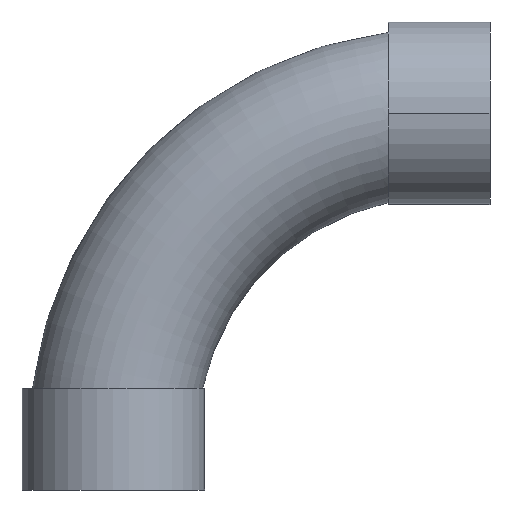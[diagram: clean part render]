
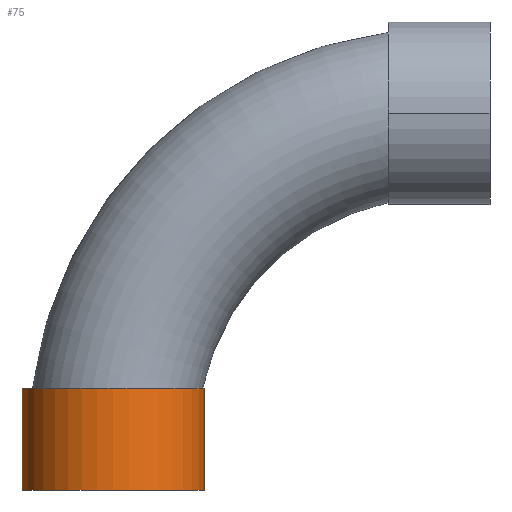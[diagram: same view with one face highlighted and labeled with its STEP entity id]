
A CAD part, front view. The second image highlights one B-rep face of the part: STEP entity #75.
In plain terms, the highlighted cylindrical face has radius 47 mm (diameter 94 mm), a partial arc.
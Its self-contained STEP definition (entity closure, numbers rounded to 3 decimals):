
#75=ADVANCED_FACE('',(#150),#151,.T.);
#150=FACE_OUTER_BOUND('',#218,.T.);
#151=CYLINDRICAL_SURFACE('',#219,47.0);
#218=EDGE_LOOP('',(#357,#358,#359,#360));
#219=AXIS2_PLACEMENT_3D('',#361,#362,#363);
#357=ORIENTED_EDGE('',*,*,#384,.T.);
#358=ORIENTED_EDGE('',*,*,#426,.F.);
#359=ORIENTED_EDGE('',*,*,#386,.T.);
#360=ORIENTED_EDGE('',*,*,#424,.F.);
#361=CARTESIAN_POINT('',(0.0,0.0,39.284));
#362=DIRECTION('',(0.0,0.0,1.0));
#363=DIRECTION('',(1.0,0.0,0.0));
#384=EDGE_CURVE('',#448,#449,#450,.T.);
#386=EDGE_CURVE('',#453,#451,#454,.T.);
#424=EDGE_CURVE('',#448,#451,#505,.T.);
#426=EDGE_CURVE('',#453,#449,#507,.T.);
#448=VERTEX_POINT('',#789);
#449=VERTEX_POINT('',#790);
#450=LINE('',#791,#792);
#451=VERTEX_POINT('',#793);
#453=VERTEX_POINT('',#795);
#454=LINE('',#796,#797);
#505=CIRCLE('',#1114,47.0);
#507=CIRCLE('',#1116,47.0);
#789=CARTESIAN_POINT('',(47.0,0.0,0.0));
#790=CARTESIAN_POINT('',(47.0,0.0,52.379));
#791=CARTESIAN_POINT('',(47.0,0.,39.284));
#792=VECTOR('',#1131,1.0);
#793=CARTESIAN_POINT('',(-47.0,0.,0.0));
#795=CARTESIAN_POINT('',(-47.0,0.,52.379));
#796=CARTESIAN_POINT('',(-47.0,0.,39.284));
#797=VECTOR('',#1135,1.0);
#1114=AXIS2_PLACEMENT_3D('',#1184,#1185,#1186);
#1116=AXIS2_PLACEMENT_3D('',#1187,#1188,#1189);
#1131=DIRECTION('',(0.0,0.0,1.0));
#1135=DIRECTION('',(-0.0,-0.0,-1.0));
#1184=CARTESIAN_POINT('',(0.0,0.0,0.0));
#1185=DIRECTION('',(0.0,0.0,-1.0));
#1186=DIRECTION('',(1.0,0.0,0.0));
#1187=CARTESIAN_POINT('',(0.0,0.0,52.379));
#1188=DIRECTION('',(0.0,0.0,1.0));
#1189=DIRECTION('',(1.0,0.0,0.0));
